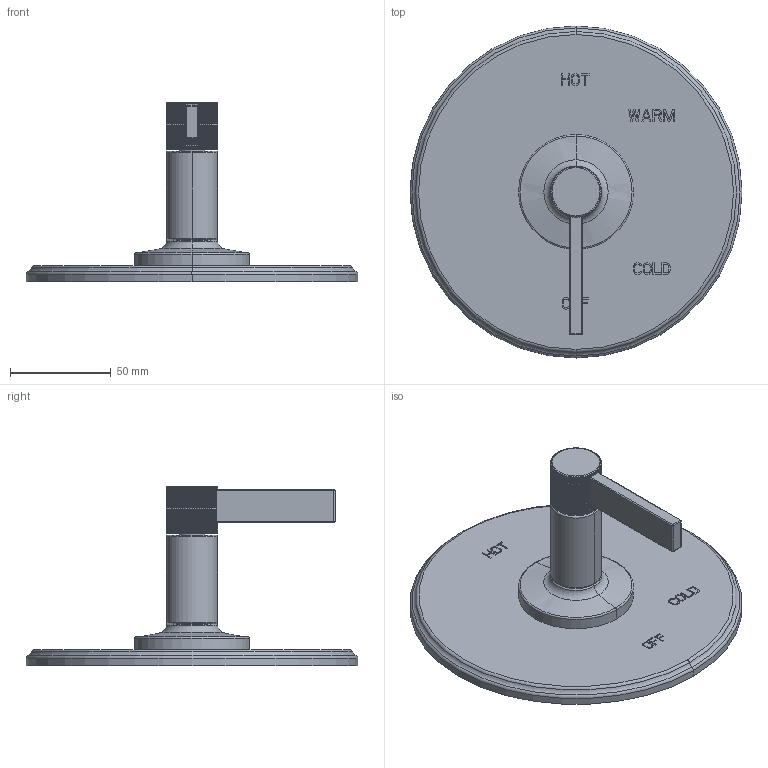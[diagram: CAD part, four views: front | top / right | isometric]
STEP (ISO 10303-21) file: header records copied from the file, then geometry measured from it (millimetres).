
FILE_DESCRIPTION((''),'2;1');
FILE_NAME('4-3234BP','2024-07-31T16:47:57',('rsmith'),(''),'CREO PARAMETRIC BY PTC INC, 2023134','CREO PARAMETRIC BY PTC INC, 2023134','');
FILE_SCHEMA(('CONFIG_CONTROL_DESIGN'));
Length unit declared in the file: inch
Products named in the file (1): 4-3234BP
Bounding box: 165.1 x 165.1 x 89.26 mm (x, y, z)
Volume: 92029.4 mm3; surface area: 59256.7 mm2
Topology: 1 solids, 1 shells, 601 faces, 1676 edges, 1104 vertices
Faces by surface type: plane 479, cylinder 90, torus 26, sphere 4, bspline 2
Entity records: 20544 total; most frequent: CARTESIAN_POINT 5379, ORIENTED_EDGE 3352, DIRECTION 2842, EDGE_CURVE 1676, VECTOR 1180, LINE 1180, VERTEX_POINT 1104, AXIS2_PLACEMENT_3D 831
